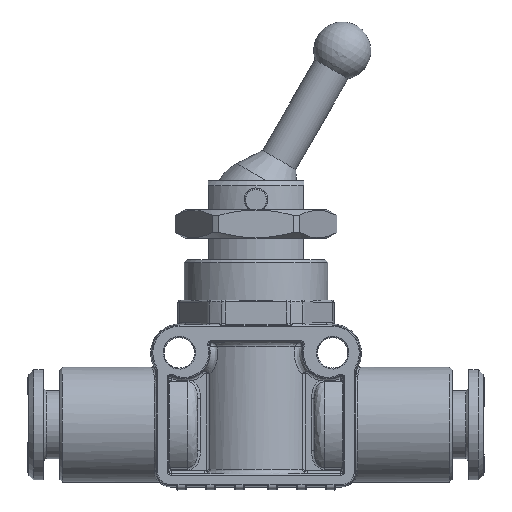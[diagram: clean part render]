
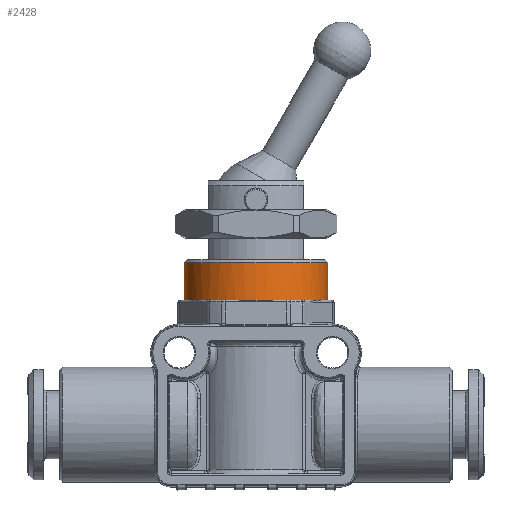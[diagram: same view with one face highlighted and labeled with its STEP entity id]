
A CAD part, top view. The second image highlights one B-rep face of the part: STEP entity #2428.
In plain terms, the highlighted cylindrical face has radius 7.5 mm (diameter 15 mm), a full revolution.
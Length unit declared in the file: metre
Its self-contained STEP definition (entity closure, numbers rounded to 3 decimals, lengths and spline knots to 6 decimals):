
#2428 = ADVANCED_FACE( 'NONE', ( #4949, #4950 ), #4951, .T. );
#4949 = FACE_OUTER_BOUND( '', #28321, .T. );
#4950 = FACE_OUTER_BOUND( '', #28322, .T. );
#4951 = CYLINDRICAL_SURFACE( '', #28323, 0.0075 );
#28321 = EDGE_LOOP( '', ( #34850, #34851, #34852, #34853, #34854, #34855, #34856, #34857, #34858, #34859, #34860, #34861 ) );
#28322 = EDGE_LOOP( '', ( #34862 ) );
#28323 = AXIS2_PLACEMENT_3D( '', #34863, #34864, #34865 );
#34850 = ORIENTED_EDGE( '', *, *, #37302, .F. );
#34851 = ORIENTED_EDGE( '', *, *, #37722, .F. );
#34852 = ORIENTED_EDGE( '', *, *, #37282, .F. );
#34853 = ORIENTED_EDGE( '', *, *, #35671, .F. );
#34854 = ORIENTED_EDGE( '', *, *, #37674, .F. );
#34855 = ORIENTED_EDGE( '', *, *, #35411, .F. );
#34856 = ORIENTED_EDGE( '', *, *, #37010, .F. );
#34857 = ORIENTED_EDGE( '', *, *, #35263, .F. );
#34858 = ORIENTED_EDGE( '', *, *, #37716, .F. );
#34859 = ORIENTED_EDGE( '', *, *, #37345, .F. );
#34860 = ORIENTED_EDGE( '', *, *, #36697, .F. );
#34861 = ORIENTED_EDGE( '', *, *, #35738, .F. );
#34862 = ORIENTED_EDGE( '', *, *, #37815, .T. );
#34863 = CARTESIAN_POINT( '', ( 0., 0.00228, 0. ) );
#34864 = DIRECTION( '', ( 0., 1., 0. ) );
#34865 = DIRECTION( '', ( 1., 0., 0. ) );
#35263 = EDGE_CURVE( 'NONE', #38208, #38209, #38211, .T. );
#35411 = EDGE_CURVE( 'NONE', #38473, #38474, #38475, .T. );
#35671 = EDGE_CURVE( 'NONE', #38932, #38933, #38934, .T. );
#35738 = EDGE_CURVE( 'NONE', #39040, #39041, #39042, .T. );
#36697 = EDGE_CURVE( 'NONE', #39041, #40473, #40474, .T. );
#37010 = EDGE_CURVE( 'NONE', #38209, #38473, #40904, .T. );
#37282 = EDGE_CURVE( 'NONE', #38933, #39179, #41237, .T. );
#37302 = EDGE_CURVE( 'NONE', #39181, #39040, #41262, .T. );
#37345 = EDGE_CURVE( 'NONE', #40473, #41180, #41311, .T. );
#37674 = EDGE_CURVE( 'NONE', #38474, #38932, #41689, .T. );
#37716 = EDGE_CURVE( 'NONE', #41180, #38208, #41731, .T. );
#37722 = EDGE_CURVE( 'NONE', #39179, #39181, #41737, .T. );
#37815 = EDGE_CURVE( 'NONE', #41834, #41834, #41835, .T. );
#38208 = VERTEX_POINT( 'NONE', #42854 );
#38209 = VERTEX_POINT( 'NONE', #42855 );
#38211 = CIRCLE( '', #42858, 0.0075 );
#38473 = VERTEX_POINT( 'NONE', #44088 );
#38474 = VERTEX_POINT( 'NONE', #44089 );
#38475 = CIRCLE( '', #44090, 0.0075 );
#38932 = VERTEX_POINT( 'NONE', #45692 );
#38933 = VERTEX_POINT( 'NONE', #45693 );
#38934 = CIRCLE( '', #45694, 0.0075 );
#39040 = VERTEX_POINT( 'NONE', #46202 );
#39041 = VERTEX_POINT( 'NONE', #46203 );
#39042 = CIRCLE( '', #46204, 0.0075 );
#39179 = VERTEX_POINT( 'NONE', #46840 );
#39181 = VERTEX_POINT( 'NONE', #46843 );
#40473 = VERTEX_POINT( 'NONE', #52093 );
#40474 = CIRCLE( '', #52094, 0.0075 );
#40904 = CIRCLE( '', #53714, 0.0075 );
#41180 = VERTEX_POINT( 'NONE', #54550 );
#41237 = CIRCLE( '', #54724, 0.0075 );
#41262 = CIRCLE( '', #54792, 0.0075 );
#41311 = CIRCLE( '', #54932, 0.0075 );
#41689 = CIRCLE( '', #56445, 0.0075 );
#41731 = CIRCLE( '', #56520, 0.0075 );
#41737 = CIRCLE( '', #56532, 0.0075 );
#41834 = VERTEX_POINT( '', #56693 );
#41835 = CIRCLE( '', #56694, 0.0075 );
#42854 = CARTESIAN_POINT( '', ( -0.005619, 0.0198, 0.004968 ) );
#42855 = CARTESIAN_POINT( '', ( -0.007112, 0.0198, 0.002382 ) );
#42858 = AXIS2_PLACEMENT_3D( '', #56902, #56903, #56904 );
#44088 = CARTESIAN_POINT( '', ( -0.007112, 0.0198, -0.002382 ) );
#44089 = CARTESIAN_POINT( '', ( -0.005619, 0.0198, -0.004968 ) );
#44090 = AXIS2_PLACEMENT_3D( '', #56986, #56987, #56988 );
#45692 = CARTESIAN_POINT( '', ( -0.0021, 0.0198, -0.0072 ) );
#45693 = CARTESIAN_POINT( '', ( 0.0021, 0.0198, -0.0072 ) );
#45694 = AXIS2_PLACEMENT_3D( '', #57167, #57168, #57169 );
#46202 = CARTESIAN_POINT( '', ( 0.007112, 0.0198, 0.002382 ) );
#46203 = CARTESIAN_POINT( '', ( 0.005619, 0.0198, 0.004968 ) );
#46204 = AXIS2_PLACEMENT_3D( '', #57219, #57220, #57221 );
#46840 = CARTESIAN_POINT( '', ( 0.005619, 0.0198, -0.004968 ) );
#46843 = CARTESIAN_POINT( '', ( 0.007112, 0.0198, -0.002382 ) );
#52093 = CARTESIAN_POINT( '', ( 0.0021, 0.0198, 0.0072 ) );
#52094 = AXIS2_PLACEMENT_3D( '', #57856, #57857, #57858 );
#53714 = AXIS2_PLACEMENT_3D( '', #58052, #58053, #58054 );
#54550 = CARTESIAN_POINT( '', ( -0.0021, 0.0198, 0.0072 ) );
#54724 = AXIS2_PLACEMENT_3D( '', #58229, #58230, #58231 );
#54792 = AXIS2_PLACEMENT_3D( '', #58243, #58244, #58245 );
#54932 = AXIS2_PLACEMENT_3D( '', #58265, #58266, #58267 );
#56445 = AXIS2_PLACEMENT_3D( '', #58457, #58458, #58459 );
#56520 = AXIS2_PLACEMENT_3D( '', #58473, #58474, #58475 );
#56532 = AXIS2_PLACEMENT_3D( '', #58477, #58478, #58479 );
#56693 = CARTESIAN_POINT( '', ( 0.0075, 0.0237, 0. ) );
#56694 = AXIS2_PLACEMENT_3D( '', #58500, #58501, #58502 );
#56902 = CARTESIAN_POINT( '', ( 0., 0.0198, 0. ) );
#56903 = DIRECTION( '', ( 0., -1., 0. ) );
#56904 = DIRECTION( '', ( 1., 0., 0. ) );
#56986 = CARTESIAN_POINT( '', ( 0., 0.0198, 0. ) );
#56987 = DIRECTION( '', ( 0., -1., 0. ) );
#56988 = DIRECTION( '', ( 1., 0., 0. ) );
#57167 = CARTESIAN_POINT( '', ( 0., 0.0198, 0. ) );
#57168 = DIRECTION( '', ( 0., -1., 0. ) );
#57169 = DIRECTION( '', ( 1., 0., 0. ) );
#57219 = CARTESIAN_POINT( '', ( 0., 0.0198, 0. ) );
#57220 = DIRECTION( '', ( 0., -1., 0. ) );
#57221 = DIRECTION( '', ( 1., 0., 0. ) );
#57856 = CARTESIAN_POINT( '', ( 0., 0.0198, 0. ) );
#57857 = DIRECTION( '', ( 0., -1., 0. ) );
#57858 = DIRECTION( '', ( 1., 0., 0. ) );
#58052 = CARTESIAN_POINT( '', ( 0., 0.0198, 0. ) );
#58053 = DIRECTION( '', ( 0., -1., 0. ) );
#58054 = DIRECTION( '', ( 1., 0., 0. ) );
#58229 = CARTESIAN_POINT( '', ( 0., 0.0198, 0. ) );
#58230 = DIRECTION( '', ( 0., -1., 0. ) );
#58231 = DIRECTION( '', ( 1., 0., 0. ) );
#58243 = CARTESIAN_POINT( '', ( 0., 0.0198, 0. ) );
#58244 = DIRECTION( '', ( 0., -1., 0. ) );
#58245 = DIRECTION( '', ( 1., 0., 0. ) );
#58265 = CARTESIAN_POINT( '', ( 0., 0.0198, 0. ) );
#58266 = DIRECTION( '', ( 0., -1., 0. ) );
#58267 = DIRECTION( '', ( 1., 0., 0. ) );
#58457 = CARTESIAN_POINT( '', ( 0., 0.0198, 0. ) );
#58458 = DIRECTION( '', ( 0., -1., 0. ) );
#58459 = DIRECTION( '', ( 1., 0., 0. ) );
#58473 = CARTESIAN_POINT( '', ( 0., 0.0198, 0. ) );
#58474 = DIRECTION( '', ( 0., -1., 0. ) );
#58475 = DIRECTION( '', ( 1., 0., 0. ) );
#58477 = CARTESIAN_POINT( '', ( 0., 0.0198, 0. ) );
#58478 = DIRECTION( '', ( 0., -1., 0. ) );
#58479 = DIRECTION( '', ( 1., 0., 0. ) );
#58500 = CARTESIAN_POINT( '', ( 0., 0.0237, 0. ) );
#58501 = DIRECTION( '', ( 0., -1., 0. ) );
#58502 = DIRECTION( '', ( 1., 0., 0. ) );
